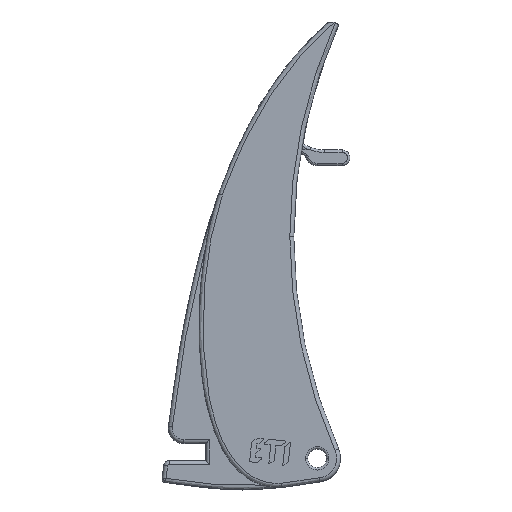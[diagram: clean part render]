
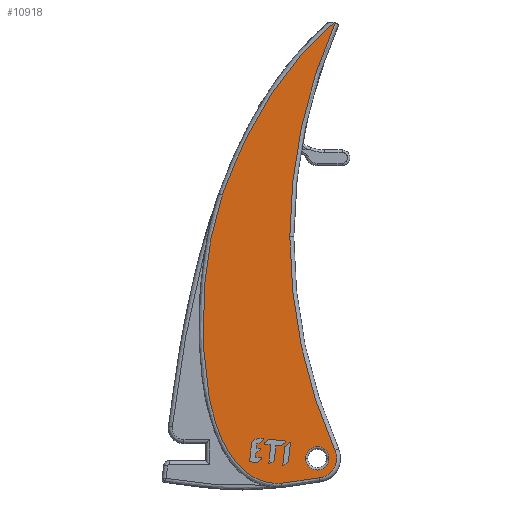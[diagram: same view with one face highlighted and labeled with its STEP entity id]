
A CAD part, top view. The second image highlights one B-rep face of the part: STEP entity #10918.
In plain terms, the highlighted planar face has unit normal (0, 0, 1).
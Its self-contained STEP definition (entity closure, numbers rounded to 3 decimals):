
#2643=CARTESIAN_POINT('',(64.013,28.358,26.4));
#2644=DIRECTION('',(0.,0.,-1.));
#2645=DIRECTION('',(-0.914,-0.405,0.));
#2646=AXIS2_PLACEMENT_3D('',#2643,#2644,#2645);
#2651=CARTESIAN_POINT('',(0.,0.,26.4));
#2652=DIRECTION('',(0.,0.,1.));
#2653=DIRECTION('',(1.,0.,0.));
#2654=AXIS2_PLACEMENT_3D('',#2651,#2652,#2653);
#2659=CARTESIAN_POINT('',(0.,0.,26.4));
#2660=DIRECTION('',(0.,0.,1.));
#2661=DIRECTION('',(0.111,-0.994,0.));
#2662=AXIS2_PLACEMENT_3D('',#2659,#2660,#2661);
#2667=CARTESIAN_POINT('',(-4.543,-3.193,
26.4));
#2668=CARTESIAN_POINT('',(-2.931,-3.,
26.4));
#2669=CARTESIAN_POINT('',(-1.326,-2.742,
26.4));
#2670=CARTESIAN_POINT('',(0.278,-2.485,
26.4));
#2675=CARTESIAN_POINT('',(-12.147,33.715,26.4));
#2676=CARTESIAN_POINT('',(-12.408,32.962,26.4));
#2677=CARTESIAN_POINT('',(-12.896,31.344,26.4));
#2678=CARTESIAN_POINT('',(-13.679,27.996,26.4));
#2679=CARTESIAN_POINT('',(-14.341,23.676,26.4));
#2680=CARTESIAN_POINT('',(-14.702,18.451,26.4));
#2681=CARTESIAN_POINT('',(-14.634,14.051,26.4));
#2682=CARTESIAN_POINT('',(-14.305,10.526,26.4));
#2683=CARTESIAN_POINT('',(-13.897,7.91,26.4));
#2684=CARTESIAN_POINT('',(-13.296,5.347,26.4));
#2685=CARTESIAN_POINT('',(-12.587,3.263,26.4));
#2686=CARTESIAN_POINT('',(-11.837,1.647,26.4));
#2687=CARTESIAN_POINT('',(-11.176,0.498,
26.4));
#2688=CARTESIAN_POINT('',(-10.386,-0.585,
26.4));
#2689=CARTESIAN_POINT('',(-9.624,-1.376,
26.4));
#2690=CARTESIAN_POINT('',(-8.938,-1.929,
26.4));
#2691=CARTESIAN_POINT('',(-8.19,-2.426,
26.4));
#2692=CARTESIAN_POINT('',(-7.19,-2.892,
26.4));
#2693=CARTESIAN_POINT('',(-5.873,-3.193,
26.4));
#2694=CARTESIAN_POINT('',(-4.989,-3.217,
26.4));
#2695=CARTESIAN_POINT('',(-4.543,-3.193,
26.4));
#2700=CARTESIAN_POINT('',(2.265,55.854,26.4));
#2701=CARTESIAN_POINT('',(2.252,55.843,26.4));
#2702=CARTESIAN_POINT('',(2.186,55.787,26.4));
#2703=CARTESIAN_POINT('',(2.067,55.686,26.4));
#2704=CARTESIAN_POINT('',(1.906,55.552,26.4));
#2705=CARTESIAN_POINT('',(1.692,55.371,26.4));
#2706=CARTESIAN_POINT('',(1.427,55.143,26.4));
#2707=CARTESIAN_POINT('',(1.009,54.774,26.4));
#2708=CARTESIAN_POINT('',(0.494,54.304,26.4));
#2709=CARTESIAN_POINT('',(-0.713,53.147,26.4));
#2710=CARTESIAN_POINT('',(-2.424,51.311,26.4));
#2711=CARTESIAN_POINT('',(-4.162,49.105,26.4));
#2712=CARTESIAN_POINT('',(-5.461,47.25,26.4));
#2713=CARTESIAN_POINT('',(-6.392,45.813,26.4));
#2714=CARTESIAN_POINT('',(-7.276,44.343,26.4));
#2715=CARTESIAN_POINT('',(-8.384,42.36,26.4));
#2716=CARTESIAN_POINT('',(-10.135,38.869,26.4));
#2717=CARTESIAN_POINT('',(-11.395,35.787,26.4));
#2718=CARTESIAN_POINT('',(-12.147,33.715,26.4));
#2723=CARTESIAN_POINT('',(2.192,55.615,26.4));
#2724=DIRECTION('',(0.,0.,1.));
#2725=DIRECTION('',(0.582,0.813,0.));
#2726=AXIS2_PLACEMENT_3D('',#2723,#2724,#2725);
#2731=CARTESIAN_POINT('',(64.013,28.358,26.4));
#2732=DIRECTION('',(0.,0.,-1.));
#2733=DIRECTION('',(-1.,0.,0.));
#2734=AXIS2_PLACEMENT_3D('',#2731,#2732,#2733);
#2739=CARTESIAN_POINT('',(0.,0.,26.4));
#2740=DIRECTION('',(0.,0.,-1.));
#2741=DIRECTION('',(-1.,0.,0.));
#2742=AXIS2_PLACEMENT_3D('',#2739,#2740,#2741);
#2747=CARTESIAN_POINT('',(0.,0.,26.4));
#2748=DIRECTION('',(0.,0.,-1.));
#2749=DIRECTION('',(1.,0.,0.));
#2750=AXIS2_PLACEMENT_3D('',#2747,#2748,#2749);
#6439=CARTESIAN_POINT('',(-1.5,0.,26.4));
#6441=VERTEX_POINT('',#6439);
#6443=CARTESIAN_POINT('',(1.5,0.,26.4));
#6444=VERTEX_POINT('',#6443);
#6538=CARTESIAN_POINT('',(-3.5,28.358,26.4));
#6539=VERTEX_POINT('',#6538);
#6540=CARTESIAN_POINT('',(2.286,1.013,26.4));
#6541=VERTEX_POINT('',#6540);
#6839=CARTESIAN_POINT('',(2.337,55.818,26.4));
#6840=VERTEX_POINT('',#6839);
#6841=CARTESIAN_POINT('',(2.265,55.854,26.4));
#6842=VERTEX_POINT('',#6841);
#6843=VERTEX_POINT('',#2718);
#6844=VERTEX_POINT('',#2695);
#6845=VERTEX_POINT('',#2670);
#6846=CARTESIAN_POINT('',(2.5,0.,26.4));
#6847=VERTEX_POINT('',#6846);
#10894=CARTESIAN_POINT('',(-9.761,-4.011,26.4));
#10895=DIRECTION('',(0.,0.,-1.));
#10896=DIRECTION('',(1.,0.,0.));
#10897=AXIS2_PLACEMENT_3D('',#10894,#10895,#10896);
#10898=PLANE('',#10897);
#10899=ORIENTED_EDGE('',*,*,#8749,.F.);
#10900=ORIENTED_EDGE('',*,*,#8729,.F.);
#10901=ORIENTED_EDGE('',*,*,#8727,.F.);
#10902=ORIENTED_EDGE('',*,*,#8703,.F.);
#10904=ORIENTED_EDGE('',*,*,#10903,.F.);
#10905=ORIENTED_EDGE('',*,*,#10875,.F.);
#10907=ORIENTED_EDGE('',*,*,#10906,.F.);
#10909=ORIENTED_EDGE('',*,*,#10908,.F.);
#10910=EDGE_LOOP('',(#10899,#10900,#10901,#10902,#10904,#10905,#10907,#10909));
#10911=FACE_OUTER_BOUND('',#10910,.F.);
#10913=ORIENTED_EDGE('',*,*,#10912,.F.);
#10915=ORIENTED_EDGE('',*,*,#10914,.F.);
#10916=EDGE_LOOP('',(#10913,#10915));
#10917=FACE_BOUND('',#10916,.F.);
#2647=CIRCLE('',#2646,67.513);
#2655=CIRCLE('',#2654,2.5);
#2663=CIRCLE('',#2662,2.5);
#2671=B_SPLINE_CURVE_WITH_KNOTS('',3,(#2667,#2668,#2669,#2670),.UNSPECIFIED.,
.F.,.F.,(4,4),(0.,1.),.UNSPECIFIED.);
#2696=B_SPLINE_CURVE_WITH_KNOTS('',3,(#2675,#2676,#2677,#2678,#2679,#2680,#2681,
#2682,#2683,#2684,#2685,#2686,#2687,#2688,#2689,#2690,#2691,#2692,#2693,#2694,
#2695),.UNSPECIFIED.,.F.,.F.,(4,1,1,1,1,1,1,1,1,1,1,1,1,1,1,1,1,1,4),(0.,
0.057,0.12,0.245,0.371,
0.497,0.56,0.623,0.686,
0.748,0.78,0.811,0.843,
0.874,0.89,0.906,0.937,
0.969,1.),.UNSPECIFIED.);
#2719=B_SPLINE_CURVE_WITH_KNOTS('',3,(#2700,#2701,#2702,#2703,#2704,#2705,#2706,
#2707,#2708,#2709,#2710,#2711,#2712,#2713,#2714,#2715,#2716,#2717,#2718),
.UNSPECIFIED.,.F.,.F.,(4,1,1,1,1,1,1,1,1,1,1,1,1,1,1,1,4),(0.,
0.002,0.01,0.018,0.026,
0.041,0.057,0.089,0.121,
0.247,0.374,0.437,0.5,
0.563,0.627,0.753,1.),.UNSPECIFIED.);
#2727=CIRCLE('',#2726,0.25);
#2735=CIRCLE('',#2734,67.513);
#2743=CIRCLE('',#2742,1.5);
#2751=CIRCLE('',#2750,1.5);
#8703=EDGE_CURVE('',#6844,#6845,#2671,.T.);
#8727=EDGE_CURVE('',#6845,#6847,#2663,.T.);
#8729=EDGE_CURVE('',#6847,#6541,#2655,.T.);
#8749=EDGE_CURVE('',#6541,#6539,#2647,.T.);
#10875=EDGE_CURVE('',#6842,#6843,#2719,.T.);
#10903=EDGE_CURVE('',#6843,#6844,#2696,.T.);
#10906=EDGE_CURVE('',#6840,#6842,#2727,.T.);
#10908=EDGE_CURVE('',#6539,#6840,#2735,.T.);
#10912=EDGE_CURVE('',#6441,#6444,#2743,.T.);
#10914=EDGE_CURVE('',#6444,#6441,#2751,.T.);
#10918=ADVANCED_FACE('',(#10911,#10917),#10898,.F.);
